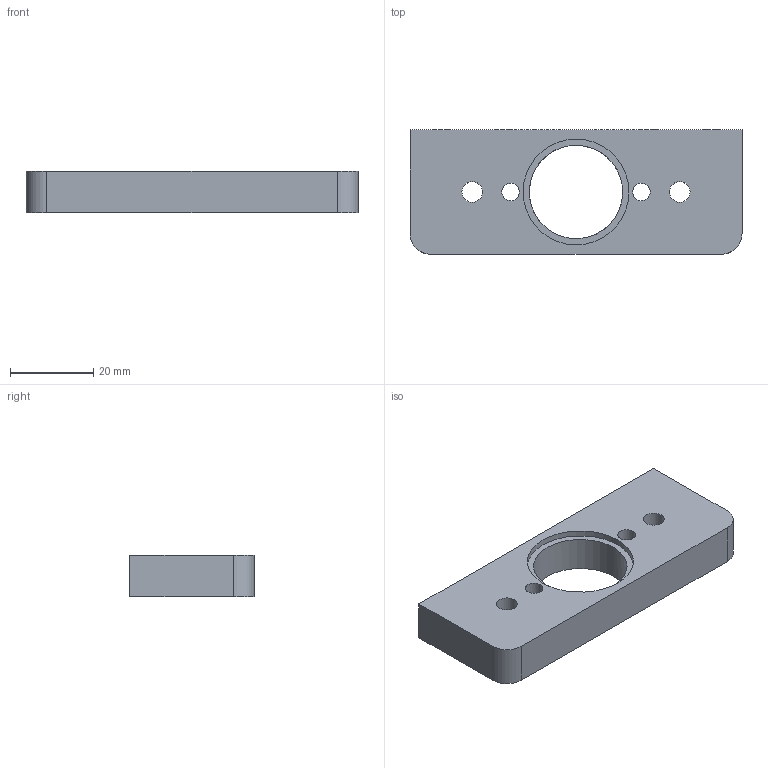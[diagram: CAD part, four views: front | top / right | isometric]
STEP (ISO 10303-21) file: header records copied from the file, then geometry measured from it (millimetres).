
FILE_DESCRIPTION(/* description */ (''),/* implementation_level */ '2;1');
FILE_NAME(/* name */ 'plaque inter upgrade Z.step',/* time_stamp */ '2019-05-29T16:58:14+02:00',/* author */ (''),/* organization */ (''),/* preprocessor_version */ 'ST-DEVELOPER v18',/* originating_system */ 'Autodesk Translation Framework v8.2.0.1029',/* authorisation */ '');
FILE_SCHEMA (('AUTOMOTIVE_DESIGN { 1 0 10303 214 3 1 1 }'));
Length unit declared in the file: millimetre
Products named in the file (1): plaque inter
Bounding box: 80 x 30 x 10 mm (x, y, z)
Volume: 17693.2 mm3; surface area: 7951.8 mm2
Topology: 1 solids, 1 shells, 27 faces, 58 edges, 40 vertices
Faces by surface type: cylinder 14, plane 13
Full cylindrical faces by diameter (mm): 4.234 x6, 5 x2, 12 x2, 22.5 x1, 25.5 x1
Entity records: 816 total; most frequent: DIRECTION 146, CARTESIAN_POINT 126, ORIENTED_EDGE 116, AXIS2_PLACEMENT_3D 60, EDGE_CURVE 58, EDGE_LOOP 44, VERTEX_POINT 40, CIRCLE 32
